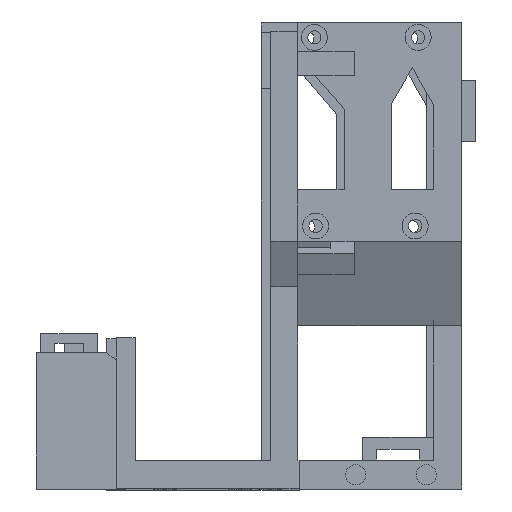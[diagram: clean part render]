
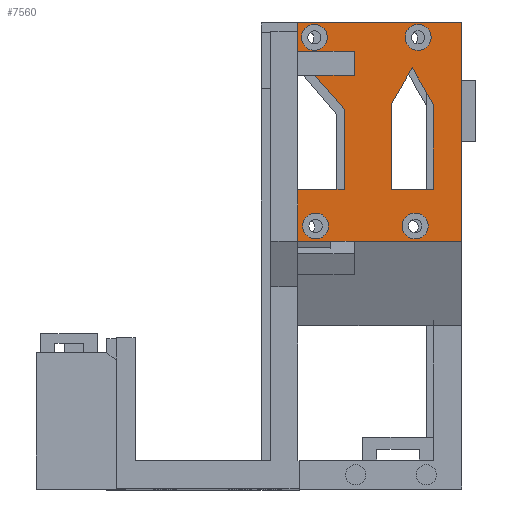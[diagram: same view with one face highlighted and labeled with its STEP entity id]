
A CAD part, top view. The second image highlights one B-rep face of the part: STEP entity #7560.
In plain terms, the highlighted planar face has unit normal (0, 0, 1).
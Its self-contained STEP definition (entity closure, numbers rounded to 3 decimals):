
#205=CIRCLE('',#8011,2.75);
#208=CIRCLE('',#8016,2.75);
#211=CIRCLE('',#8021,2.75);
#214=CIRCLE('',#8026,2.75);
#450=FACE_BOUND('',#1483,.T.);
#451=FACE_BOUND('',#1484,.T.);
#452=FACE_BOUND('',#1485,.T.);
#453=FACE_BOUND('',#1486,.T.);
#454=FACE_BOUND('',#1487,.T.);
#455=FACE_BOUND('',#1488,.T.);
#737=PLANE('',#8049);
#1035=FACE_OUTER_BOUND('',#1482,.T.);
#1482=EDGE_LOOP('',(#5783,#5784,#5785,#5786,#5787,#5788,#5789,#5790,#5791,
#5792,#5793,#5794));
#1483=EDGE_LOOP('',(#5795,#5796,#5797,#5798));
#1484=EDGE_LOOP('',(#5799));
#1485=EDGE_LOOP('',(#5800));
#1486=EDGE_LOOP('',(#5801));
#1487=EDGE_LOOP('',(#5802));
#1488=EDGE_LOOP('',(#5803,#5804,#5805,#5806,#5807));
#2015=LINE('',#10924,#2732);
#2128=LINE('',#11283,#2845);
#2131=LINE('',#11288,#2848);
#2134=LINE('',#11293,#2851);
#2136=LINE('',#11296,#2853);
#2151=LINE('',#11328,#2868);
#2219=LINE('',#11463,#2936);
#2222=LINE('',#11466,#2939);
#2250=LINE('',#11557,#2967);
#2253=LINE('',#11562,#2970);
#2255=LINE('',#11566,#2972);
#2257=LINE('',#11570,#2974);
#2259=LINE('',#11574,#2976);
#2261=LINE('',#11578,#2978);
#2263=LINE('',#11583,#2980);
#2266=LINE('',#11588,#2983);
#2268=LINE('',#11592,#2985);
#2270=LINE('',#11596,#2987);
#2271=LINE('',#11598,#2988);
#2272=LINE('',#11599,#2989);
#2273=LINE('',#11600,#2990);
#2732=VECTOR('',#8688,10.);
#2845=VECTOR('',#9021,10.);
#2848=VECTOR('',#9026,10.);
#2851=VECTOR('',#9031,10.);
#2853=VECTOR('',#9035,10.);
#2868=VECTOR('',#9060,10.);
#2936=VECTOR('',#9172,10.);
#2939=VECTOR('',#9175,10.);
#2967=VECTOR('',#9265,10.);
#2970=VECTOR('',#9270,10.);
#2972=VECTOR('',#9274,10.);
#2974=VECTOR('',#9278,10.);
#2976=VECTOR('',#9282,10.);
#2978=VECTOR('',#9286,10.);
#2980=VECTOR('',#9290,10.);
#2983=VECTOR('',#9295,10.);
#2985=VECTOR('',#9299,10.);
#2987=VECTOR('',#9303,10.);
#2988=VECTOR('',#9306,10.);
#2989=VECTOR('',#9307,10.);
#2990=VECTOR('',#9308,10.);
#3442=VERTEX_POINT('',#10921);
#3443=VERTEX_POINT('',#10923);
#3578=VERTEX_POINT('',#11281);
#3579=VERTEX_POINT('',#11282);
#3580=VERTEX_POINT('',#11287);
#3581=VERTEX_POINT('',#11292);
#3592=VERTEX_POINT('',#11323);
#3593=VERTEX_POINT('',#11327);
#3638=VERTEX_POINT('',#11462);
#3640=VERTEX_POINT('',#11473);
#3643=VERTEX_POINT('',#11482);
#3646=VERTEX_POINT('',#11491);
#3649=VERTEX_POINT('',#11500);
#3669=VERTEX_POINT('',#11554);
#3670=VERTEX_POINT('',#11556);
#3671=VERTEX_POINT('',#11560);
#3672=VERTEX_POINT('',#11564);
#3673=VERTEX_POINT('',#11568);
#3674=VERTEX_POINT('',#11572);
#3675=VERTEX_POINT('',#11576);
#3676=VERTEX_POINT('',#11580);
#3677=VERTEX_POINT('',#11582);
#3678=VERTEX_POINT('',#11586);
#3679=VERTEX_POINT('',#11590);
#3680=VERTEX_POINT('',#11594);
#4149=EDGE_CURVE('',#3442,#3443,#2015,.T.);
#4320=EDGE_CURVE('',#3578,#3579,#2128,.T.);
#4323=EDGE_CURVE('',#3579,#3580,#2131,.T.);
#4326=EDGE_CURVE('',#3580,#3581,#2134,.T.);
#4328=EDGE_CURVE('',#3581,#3578,#2136,.T.);
#4343=EDGE_CURVE('',#3592,#3593,#2151,.T.);
#4411=EDGE_CURVE('',#3593,#3638,#2219,.T.);
#4414=EDGE_CURVE('',#3443,#3592,#2222,.T.);
#4418=EDGE_CURVE('',#3640,#3640,#205,.T.);
#4422=EDGE_CURVE('',#3643,#3643,#208,.T.);
#4426=EDGE_CURVE('',#3646,#3646,#211,.T.);
#4430=EDGE_CURVE('',#3649,#3649,#214,.T.);
#4458=EDGE_CURVE('',#3669,#3670,#2250,.T.);
#4461=EDGE_CURVE('',#3671,#3669,#2253,.T.);
#4463=EDGE_CURVE('',#3672,#3671,#2255,.T.);
#4465=EDGE_CURVE('',#3673,#3672,#2257,.T.);
#4467=EDGE_CURVE('',#3674,#3442,#2259,.T.);
#4469=EDGE_CURVE('',#3675,#3674,#2261,.T.);
#4471=EDGE_CURVE('',#3676,#3677,#2263,.T.);
#4474=EDGE_CURVE('',#3678,#3676,#2266,.T.);
#4476=EDGE_CURVE('',#3679,#3678,#2268,.T.);
#4478=EDGE_CURVE('',#3680,#3679,#2270,.T.);
#4479=EDGE_CURVE('',#3680,#3638,#2271,.T.);
#4480=EDGE_CURVE('',#3675,#3677,#2272,.T.);
#4481=EDGE_CURVE('',#3670,#3673,#2273,.T.);
#5783=ORIENTED_EDGE('',*,*,#4479,.T.);
#5784=ORIENTED_EDGE('',*,*,#4411,.F.);
#5785=ORIENTED_EDGE('',*,*,#4343,.F.);
#5786=ORIENTED_EDGE('',*,*,#4414,.F.);
#5787=ORIENTED_EDGE('',*,*,#4149,.F.);
#5788=ORIENTED_EDGE('',*,*,#4467,.F.);
#5789=ORIENTED_EDGE('',*,*,#4469,.F.);
#5790=ORIENTED_EDGE('',*,*,#4480,.T.);
#5791=ORIENTED_EDGE('',*,*,#4471,.F.);
#5792=ORIENTED_EDGE('',*,*,#4474,.F.);
#5793=ORIENTED_EDGE('',*,*,#4476,.F.);
#5794=ORIENTED_EDGE('',*,*,#4478,.F.);
#5795=ORIENTED_EDGE('',*,*,#4320,.F.);
#5796=ORIENTED_EDGE('',*,*,#4328,.F.);
#5797=ORIENTED_EDGE('',*,*,#4326,.F.);
#5798=ORIENTED_EDGE('',*,*,#4323,.F.);
#5799=ORIENTED_EDGE('',*,*,#4418,.F.);
#5800=ORIENTED_EDGE('',*,*,#4422,.F.);
#5801=ORIENTED_EDGE('',*,*,#4426,.F.);
#5802=ORIENTED_EDGE('',*,*,#4430,.F.);
#5803=ORIENTED_EDGE('',*,*,#4481,.F.);
#5804=ORIENTED_EDGE('',*,*,#4458,.F.);
#5805=ORIENTED_EDGE('',*,*,#4461,.F.);
#5806=ORIENTED_EDGE('',*,*,#4463,.F.);
#5807=ORIENTED_EDGE('',*,*,#4465,.F.);
#7560=ADVANCED_FACE('',(#1035,#450,#451,#452,#453,#454,#455),#737,.F.);
#8011=AXIS2_PLACEMENT_3D('',#11474,#9183,#9184);
#8016=AXIS2_PLACEMENT_3D('',#11483,#9194,#9195);
#8021=AXIS2_PLACEMENT_3D('',#11492,#9205,#9206);
#8026=AXIS2_PLACEMENT_3D('',#11501,#9216,#9217);
#8049=AXIS2_PLACEMENT_3D('',#11597,#9304,#9305);
#8688=DIRECTION('',(0.,-1.,0.));
#9021=DIRECTION('',(0.,1.,0.));
#9026=DIRECTION('',(-1.,0.,0.));
#9031=DIRECTION('',(0.,-1.,0.));
#9035=DIRECTION('',(1.,0.,0.));
#9060=DIRECTION('',(-1.,0.,0.));
#9172=DIRECTION('',(-1.,0.,0.));
#9175=DIRECTION('',(-1.,0.,0.));
#9183=DIRECTION('center_axis',(0.,0.,1.));
#9184=DIRECTION('ref_axis',(-1.,0.,0.));
#9194=DIRECTION('center_axis',(0.,0.,1.));
#9195=DIRECTION('ref_axis',(-1.,0.,0.));
#9205=DIRECTION('center_axis',(0.,0.,1.));
#9206=DIRECTION('ref_axis',(-1.,0.,0.));
#9216=DIRECTION('center_axis',(0.,0.,1.));
#9217=DIRECTION('ref_axis',(-1.,0.,0.));
#9265=DIRECTION('',(1.,0.,0.));
#9270=DIRECTION('',(0.,-1.,0.));
#9274=DIRECTION('',(-0.5,-0.866,0.));
#9278=DIRECTION('',(-0.5,0.866,0.));
#9282=DIRECTION('',(1.,0.,0.));
#9286=DIRECTION('',(0.,1.,0.));
#9290=DIRECTION('',(-1.,0.,0.));
#9295=DIRECTION('',(-0.659,0.752,0.));
#9299=DIRECTION('',(0.,1.,0.));
#9303=DIRECTION('',(1.,0.,0.));
#9304=DIRECTION('center_axis',(0.,0.,-1.));
#9305=DIRECTION('ref_axis',(-1.,0.,0.));
#9306=DIRECTION('',(0.,-1.,0.));
#9307=DIRECTION('',(0.,-1.,0.));
#9308=DIRECTION('',(0.,1.,0.));
#10921=CARTESIAN_POINT('',(18.503,99.,70.005));
#10923=CARTESIAN_POINT('',(18.503,52.5,70.005));
#10924=CARTESIAN_POINT('',(18.503,99.,70.005));
#11281=CARTESIAN_POINT('',(-4.297,87.782,70.005));
#11282=CARTESIAN_POINT('',(-4.297,92.782,70.005));
#11283=CARTESIAN_POINT('',(-4.297,84.266,70.005));
#11287=CARTESIAN_POINT('',(-8.297,92.782,70.005));
#11288=CARTESIAN_POINT('',(-3.597,92.782,70.005));
#11292=CARTESIAN_POINT('',(-8.297,87.782,70.005));
#11293=CARTESIAN_POINT('',(-8.297,81.766,70.005));
#11296=CARTESIAN_POINT('',(-1.597,87.782,70.005));
#11323=CARTESIAN_POINT('',(-4.297,52.5,70.005));
#11327=CARTESIAN_POINT('',(-9.297,52.5,70.005));
#11328=CARTESIAN_POINT('',(18.503,52.5,70.005));
#11462=CARTESIAN_POINT('',(-16.297,52.5,70.005));
#11463=CARTESIAN_POINT('',(18.503,52.5,70.005));
#11466=CARTESIAN_POINT('',(18.503,52.5,70.005));
#11473=CARTESIAN_POINT('',(11.373,55.75,70.005));
#11474=CARTESIAN_POINT('Origin',(8.623,55.75,70.005));
#11482=CARTESIAN_POINT('',(-9.997,95.75,70.005));
#11483=CARTESIAN_POINT('Origin',(-12.747,95.75,70.005));
#11491=CARTESIAN_POINT('',(-9.747,55.75,70.005));
#11492=CARTESIAN_POINT('Origin',(-12.497,55.75,70.005));
#11500=CARTESIAN_POINT('',(12.003,95.75,70.005));
#11501=CARTESIAN_POINT('Origin',(9.253,95.75,70.005));
#11554=CARTESIAN_POINT('',(3.503,63.5,70.005));
#11556=CARTESIAN_POINT('',(12.503,63.5,70.005));
#11557=CARTESIAN_POINT('',(3.503,63.5,70.005));
#11560=CARTESIAN_POINT('',(3.503,81.5,70.005));
#11562=CARTESIAN_POINT('',(3.503,81.5,70.005));
#11564=CARTESIAN_POINT('',(8.003,89.294,70.005));
#11566=CARTESIAN_POINT('',(8.003,89.294,70.005));
#11568=CARTESIAN_POINT('',(12.503,81.5,70.005));
#11570=CARTESIAN_POINT('',(12.503,81.5,70.005));
#11572=CARTESIAN_POINT('',(-16.297,99.,70.005));
#11574=CARTESIAN_POINT('',(-16.297,99.,70.005));
#11576=CARTESIAN_POINT('',(-16.297,97.,70.005));
#11578=CARTESIAN_POINT('',(-16.297,52.5,70.005));
#11580=CARTESIAN_POINT('',(-16.092,91.55,70.005));
#11582=CARTESIAN_POINT('',(-16.297,91.55,70.005));
#11583=CARTESIAN_POINT('',(-16.092,91.55,70.005));
#11586=CARTESIAN_POINT('',(-6.452,80.55,70.005));
#11588=CARTESIAN_POINT('',(-6.452,80.55,70.005));
#11590=CARTESIAN_POINT('',(-6.452,63.5,70.005));
#11592=CARTESIAN_POINT('',(-6.452,63.5,70.005));
#11594=CARTESIAN_POINT('',(-16.297,63.5,70.005));
#11596=CARTESIAN_POINT('',(-23.699,63.5,70.005));
#11597=CARTESIAN_POINT('Origin',(1.103,75.75,70.005));
#11598=CARTESIAN_POINT('',(-16.297,63.625,70.005));
#11599=CARTESIAN_POINT('',(-16.297,63.625,70.005));
#11600=CARTESIAN_POINT('',(12.503,52.5,70.005));
